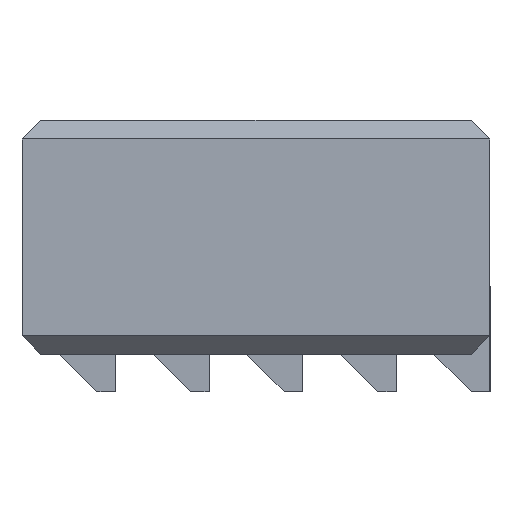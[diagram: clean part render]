
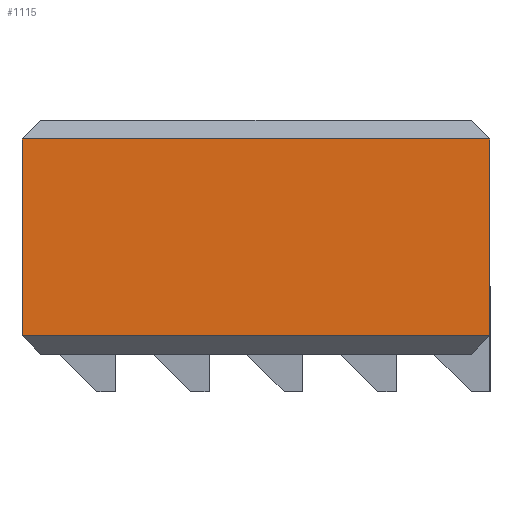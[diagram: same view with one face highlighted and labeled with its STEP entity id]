
A CAD part, front view. The second image highlights one B-rep face of the part: STEP entity #1115.
In plain terms, the highlighted planar face has unit normal (0, -1, 0).
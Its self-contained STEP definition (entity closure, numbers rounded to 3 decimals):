
#3 = DIRECTION ( 'NONE',  ( 0., 0., -1. ) ) ;
#122 = VECTOR ( 'NONE', #300, 1000. ) ;
#150 = DIRECTION ( 'NONE',  ( 0., 1., 0. ) ) ;
#230 = VECTOR ( 'NONE', #728, 1000. ) ;
#231 = LINE ( 'NONE', #813, #268 ) ;
#268 = VECTOR ( 'NONE', #1498, 1000. ) ;
#300 = DIRECTION ( 'NONE',  ( 1., 0., 0. ) ) ;
#327 = FACE_OUTER_BOUND ( 'NONE', #1656, .T. ) ;
#369 = CARTESIAN_POINT ( 'NONE',  ( -5., -17.5, 5. ) ) ;
#401 = CARTESIAN_POINT ( 'NONE',  ( 5., -17.5, 5. ) ) ;
#440 = EDGE_CURVE ( 'NONE', #945, #1470, #1994, .T. ) ;
#728 = DIRECTION ( 'NONE',  ( 0., 0., -1. ) ) ;
#813 = CARTESIAN_POINT ( 'NONE',  ( -5., -17.5, 4.6 ) ) ;
#901 = ORIENTED_EDGE ( 'NONE', *, *, #1185, .T. ) ;
#945 = VERTEX_POINT ( 'NONE', #1709 ) ;
#1025 = AXIS2_PLACEMENT_3D ( 'NONE', #1788, #150, #1428 ) ;
#1045 = CARTESIAN_POINT ( 'NONE',  ( 5., -17.5, 0.4 ) ) ;
#1115 = ADVANCED_FACE ( 'NONE', ( #327 ), #2331, .F. ) ;
#1185 = EDGE_CURVE ( 'NONE', #1776, #2242, #1290, .T. ) ;
#1204 = CARTESIAN_POINT ( 'NONE',  ( -5., -17.5, 0.4 ) ) ;
#1247 = CARTESIAN_POINT ( 'NONE',  ( -5., -17.5, 0.4 ) ) ;
#1290 = LINE ( 'NONE', #369, #230 ) ;
#1359 = EDGE_CURVE ( 'NONE', #945, #1776, #231, .T. ) ;
#1428 = DIRECTION ( 'NONE',  ( 0., 0., 1. ) ) ;
#1470 = VERTEX_POINT ( 'NONE', #1045 ) ;
#1498 = DIRECTION ( 'NONE',  ( -1., 0., 0. ) ) ;
#1622 = CARTESIAN_POINT ( 'NONE',  ( -5., -17.5, 4.6 ) ) ;
#1656 = EDGE_LOOP ( 'NONE', ( #1819, #2044, #901, #1892 ) ) ;
#1709 = CARTESIAN_POINT ( 'NONE',  ( 5., -17.5, 4.6 ) ) ;
#1776 = VERTEX_POINT ( 'NONE', #1622 ) ;
#1788 = CARTESIAN_POINT ( 'NONE',  ( -5., -17.5, 5. ) ) ;
#1819 = ORIENTED_EDGE ( 'NONE', *, *, #440, .F. ) ;
#1892 = ORIENTED_EDGE ( 'NONE', *, *, #2122, .T. ) ;
#1994 = LINE ( 'NONE', #401, #2221 ) ;
#2044 = ORIENTED_EDGE ( 'NONE', *, *, #1359, .T. ) ;
#2117 = LINE ( 'NONE', #1204, #122 ) ;
#2122 = EDGE_CURVE ( 'NONE', #2242, #1470, #2117, .T. ) ;
#2221 = VECTOR ( 'NONE', #3, 1000. ) ;
#2242 = VERTEX_POINT ( 'NONE', #1247 ) ;
#2331 = PLANE ( 'NONE',  #1025 ) ;
